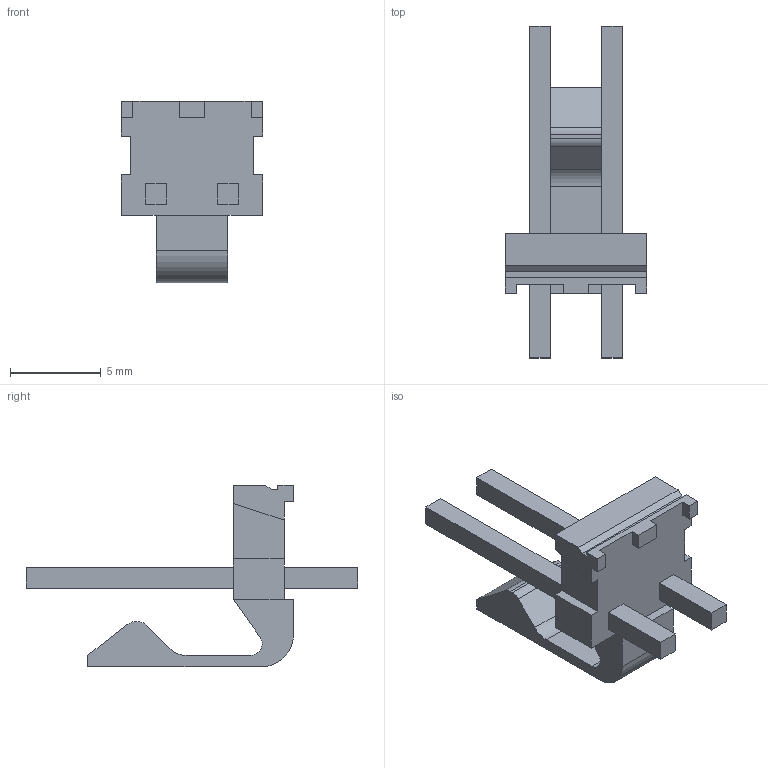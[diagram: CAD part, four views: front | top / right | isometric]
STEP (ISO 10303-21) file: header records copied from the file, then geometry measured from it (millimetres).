
FILE_DESCRIPTION(('STEP AP242'),'1');
FILE_NAME('26-61-4020.stp','2023-05-18T01:02:03',('TraceParts'),('TraceParts S.A.'),'Spatial InterOp 3D',' ',' ');
FILE_SCHEMA(('AP242_MANAGED_MODEL_BASED_3D_ENGINEERING_MIM_LF {1 0 10303 442 1 1 4}'));
Length unit declared in the file: millimetre
Products named in the file (1): 26-61-4020_1
Bounding box: 7.77 x 18.29 x 10.01 mm (x, y, z)
Volume: 244.6 mm3; surface area: 470.5 mm2
Topology: 1 solids, 1 shells, 65 faces, 177 edges, 122 vertices
Faces by surface type: plane 60, cylinder 5
Entity records: 2039 total; most frequent: CARTESIAN_POINT 358, ORIENTED_EDGE 346, DIRECTION 325, EDGE_CURVE 173, LINE 163, VECTOR 163, VERTEX_POINT 114, AXIS2_PLACEMENT_3D 81
